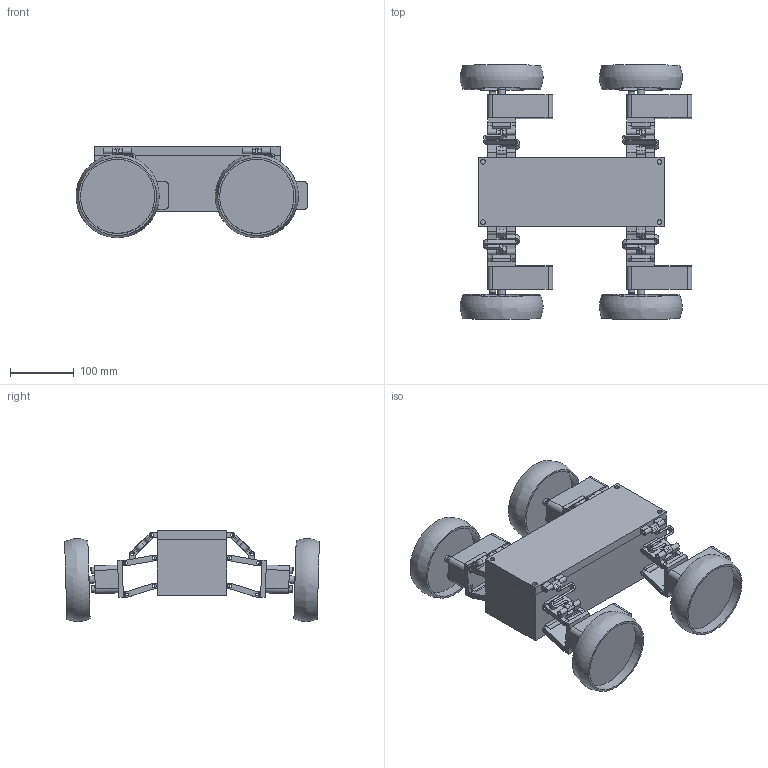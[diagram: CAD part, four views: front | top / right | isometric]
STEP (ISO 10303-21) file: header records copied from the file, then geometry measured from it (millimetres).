
FILE_DESCRIPTION(('FreeCAD Model'),'2;1');
FILE_NAME('Open CASCADE Shape Model','2025-04-26T20:17:39',('FreeCAD'),( 'FreeCAD'),'Open CASCADE STEP processor 7.6','FreeCAD','Unknown');
FILE_SCHEMA(('AUTOMOTIVE_DESIGN { 1 0 10303 214 1 1 1 1 }'));
Products named in the file (1): Open CASCADE STEP translator 7.6 1
Bounding box: 363.15 x 399.2 x 143.03 mm (x, y, z)
Volume: 2517824.1 mm3; surface area: 687233.9 mm2
Topology: 34 solids, 34 shells, 918 faces, 5108 edges, 6568 vertices
Faces by surface type: bspline 918
Entity records: 51648 total; most frequent: CARTESIAN_POINT 31153, ORIENTED_EDGE 4248, GEOMETRIC_CURVE_SET 2976, TRIMMED_CURVE 2976, B_SPLINE_CURVE_WITH_KNOTS 2912, EDGE_CURVE 2124, VERTEX_POINT 1336, FACE_BOUND 1164
